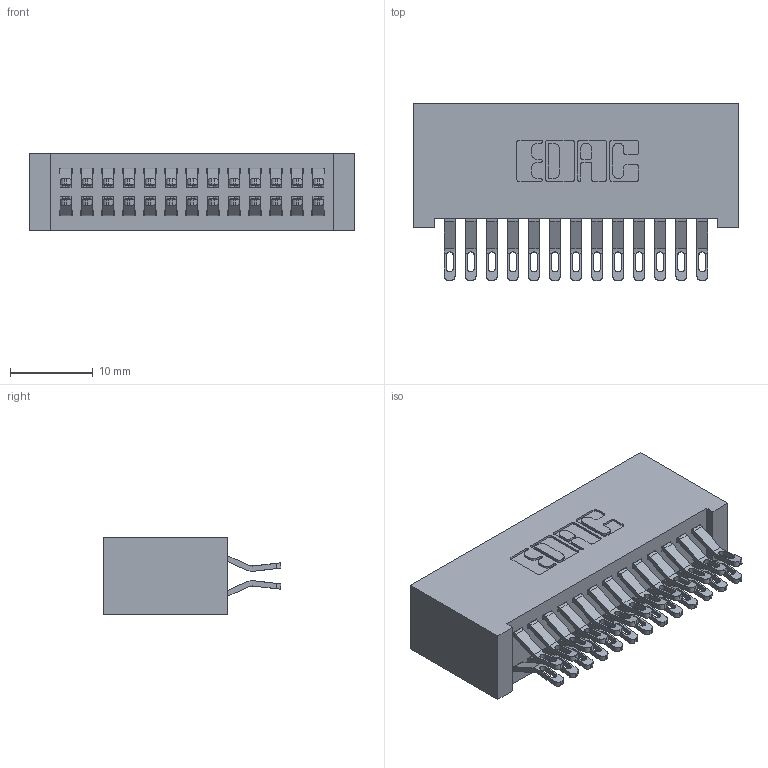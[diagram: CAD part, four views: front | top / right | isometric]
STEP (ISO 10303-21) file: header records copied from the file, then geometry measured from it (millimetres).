
FILE_DESCRIPTION (( 'STEP AP203' ), '1' );
FILE_NAME ('342-026-555-201.STEP', '2019-10-02T01:36:38', ( '' ), ( '' ), 'SwSTEP 2.0', 'SolidWorks 2016', '' );
FILE_SCHEMA (( 'CONFIG_CONTROL_DESIGN' ));
Length unit declared in the file: inch
Products named in the file (3): 342 Part_Lugless; 345-292-001_555 Tail; 342-026-555-201
Assembly tree (27 placements, depth 2):
  342-026-555-201
    342 Part_Lugless
    345-292-001_555 Tail  x26
Bounding box: 39.27 x 21.47 x 9.4 mm (x, y, z)
Volume: 3902.8 mm3; surface area: 6335.9 mm2
Topology: 27 solids, 27 shells, 1610 faces, 5033 edges, 3354 vertices
Faces by surface type: plane 946, cylinder 664
Entity records: 12031 total; most frequent: CARTESIAN_POINT 2060, ORIENTED_EDGE 1966, DIRECTION 1775, EDGE_CURVE 983, LINE 843, VECTOR 843, VERTEX_POINT 654, AXIS2_PLACEMENT_3D 466
